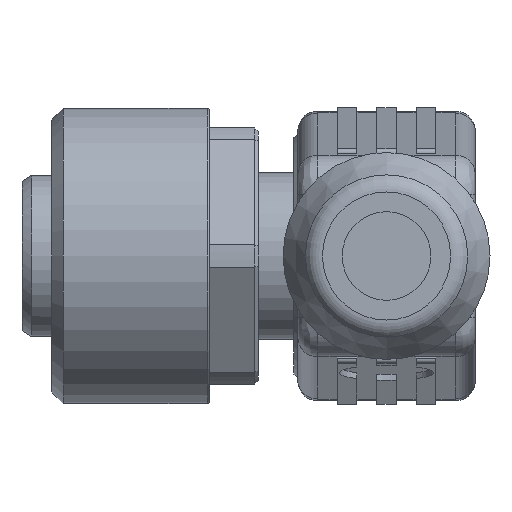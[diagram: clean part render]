
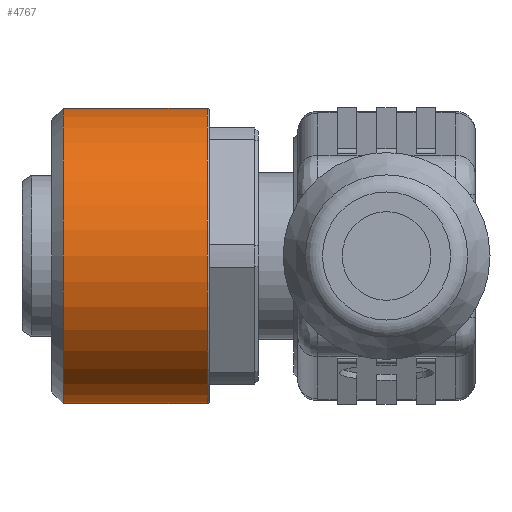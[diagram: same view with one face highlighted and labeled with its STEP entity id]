
A CAD part, left-side view. The second image highlights one B-rep face of the part: STEP entity #4767.
In plain terms, the highlighted cylindrical face has radius 7.5 mm (diameter 15 mm), a full revolution.
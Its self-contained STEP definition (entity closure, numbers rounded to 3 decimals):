
#4473=CARTESIAN_POINT('',(336.244,25.98,2.434));
#4474=VERTEX_POINT('',#4473);
#4475=CARTESIAN_POINT('',(328.744,25.98,2.434));
#4476=DIRECTION('',(0.0,1.0,0.0));
#4477=DIRECTION('',(-1.0,0.0,0.0));
#4478=AXIS2_PLACEMENT_3D('',#4475,#4476,#4477);
#4479=CIRCLE('',#4478,7.5);
#4480=EDGE_CURVE('',#4474,#4474,#4479,.T.);
#4748=CARTESIAN_POINT('',(328.744,28.33,2.434));
#4749=DIRECTION('',(0.0,1.0,0.0));
#4750=DIRECTION('',(-1.0,0.0,0.0));
#4751=AXIS2_PLACEMENT_3D('',#4748,#4749,#4750);
#4752=CYLINDRICAL_SURFACE('',#4751,7.5);
#4753=ORIENTED_EDGE('',*,*,#4480,.T.);
#4754=EDGE_LOOP('',(#4753));
#4755=FACE_OUTER_BOUND('',#4754,.T.);
#4756=CARTESIAN_POINT('',(321.244,33.28,2.434));
#4757=VERTEX_POINT('',#4756);
#4758=CARTESIAN_POINT('',(328.744,33.28,2.434));
#4759=DIRECTION('',(0.0,1.0,0.0));
#4760=DIRECTION('',(-1.0,0.0,0.0));
#4761=AXIS2_PLACEMENT_3D('',#4758,#4759,#4760);
#4762=CIRCLE('',#4761,7.5);
#4763=EDGE_CURVE('',#4757,#4757,#4762,.T.);
#4764=ORIENTED_EDGE('',*,*,#4763,.F.);
#4765=EDGE_LOOP('',(#4764));
#4766=FACE_BOUND('',#4765,.T.);
#4767=ADVANCED_FACE('',(#4755,#4766),#4752,.T.);
